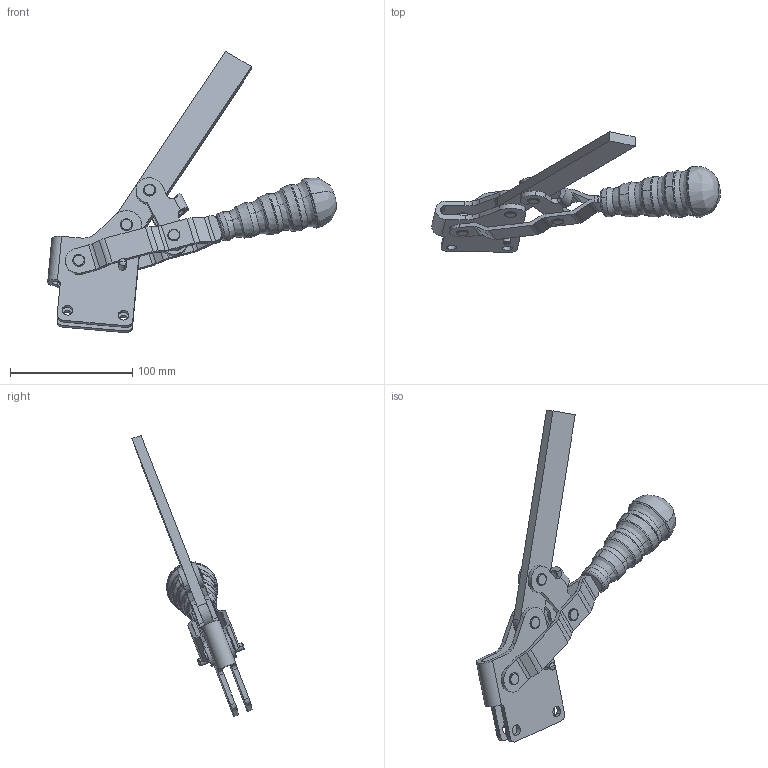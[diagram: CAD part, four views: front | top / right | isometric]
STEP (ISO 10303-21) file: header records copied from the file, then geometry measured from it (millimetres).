
FILE_DESCRIPTION((''),'2;1');
FILE_NAME('215F.1-opened.stp','2005-09-27T20:59:28',('Kysilko'),(''),'Autodesk Inventor 8','Autodesk Inventor 8','');
FILE_SCHEMA(('AUTOMOTIVE_DESIGN { 1 0 10303 214 1 1 1 1 }'));
Length unit declared in the file: millimetre
Products named in the file (1): Part18
Bounding box: 236.23 x 98.3 x 230.3 mm (x, y, z)
Volume: 191247 mm3; surface area: 69164.2 mm2
Topology: 1 solids, 6 shells, 1164 faces, 3491 edges, 2130 vertices
Faces by surface type: plane 655, cone 308, cylinder 127, bspline 48, torus 24, sphere 2
Entity records: 40914 total; most frequent: CARTESIAN_POINT 10040, ORIENTED_EDGE 6962, DIRECTION 6474, EDGE_CURVE 3481, AXIS2_PLACEMENT_3D 2451, VERTEX_POINT 2130, VECTOR 1572, LINE 1572
